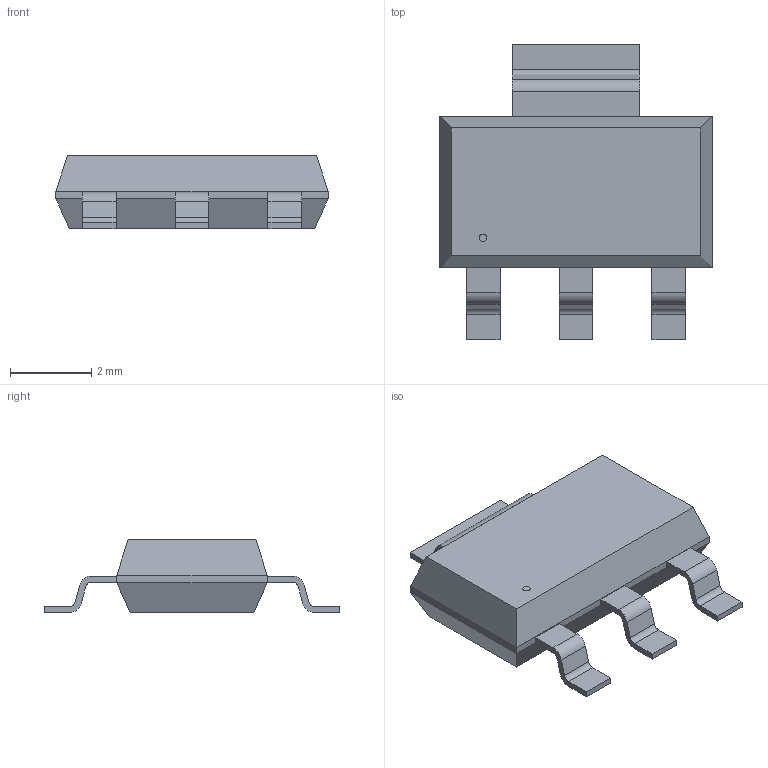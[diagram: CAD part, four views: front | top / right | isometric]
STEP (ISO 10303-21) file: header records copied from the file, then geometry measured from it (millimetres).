
FILE_DESCRIPTION(('FreeCAD Model'),'2;1');
FILE_NAME('Open CASCADE Shape Model','2022-01-14T13:37:58',( 'kicad StepUp'),('ksu MCAD'),'Open CASCADE STEP processor 7.5', 'FreeCAD','Unknown');
FILE_SCHEMA(('AUTOMOTIVE_DESIGN { 1 0 10303 214 1 1 1 1 }'));
Length unit declared in the file: millimetre
Products named in the file (1): part
Bounding box: 6.71 x 7.29 x 1.81 mm (x, y, z)
Volume: 41.9 mm3; surface area: 105.8 mm2
Topology: 6 solids, 6 shells, 73 faces, 175 edges, 114 vertices
Faces by surface type: plane 56, cylinder 17
Full cylindrical faces by diameter (mm): 0.185 x1
Entity records: 2668 total; most frequent: CARTESIAN_POINT 364, DIRECTION 356, ORIENTED_EDGE 350, EDGE_CURVE 175, LINE 140, VECTOR 140, VERTEX_POINT 114, AXIS2_PLACEMENT_3D 108
